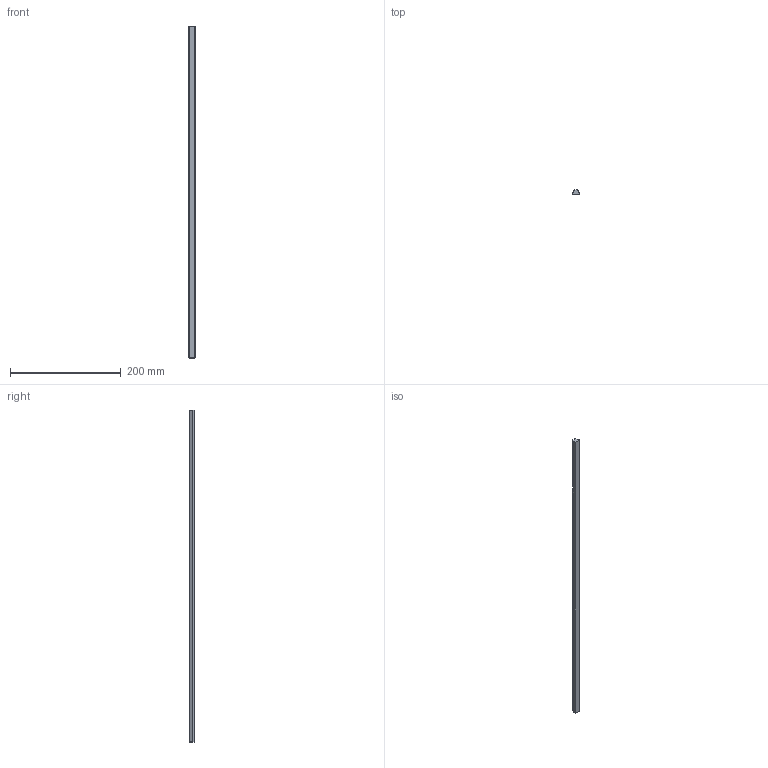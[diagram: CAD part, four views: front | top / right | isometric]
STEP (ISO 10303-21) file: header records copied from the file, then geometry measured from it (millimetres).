
FILE_DESCRIPTION(/* description */ ('Wellenunterstützung'),/* implementation_level */ '2;1');
FILE_NAME(/* name */ '151748-0.step',/* time_stamp */ '2021-08-16T08:12:59+02:00',/* author */ ('Praktikum'),/* organization */ (''),/* preprocessor_version */ 'ST-DEVELOPER v18.1',/* originating_system */ 'Autodesk Inventor 2021',/* authorisation */ '');
FILE_SCHEMA (('AUTOMOTIVE_DESIGN { 1 0 10303 214 3 1 1 }'));
Length unit declared in the file: millimetre
Products named in the file (1): 15-1748-0FZ.000
Bounding box: 11 x 9.06 x 599.5 mm (x, y, z)
Volume: 48250.1 mm3; surface area: 21571 mm2
Topology: 1 solids, 1 shells, 29 faces, 59 edges, 32 vertices
Faces by surface type: plane 29
Entity records: 758 total; most frequent: CARTESIAN_POINT 121, DIRECTION 119, ORIENTED_EDGE 118, LINE 59, VECTOR 59, EDGE_CURVE 59, VERTEX_POINT 32, AXIS2_PLACEMENT_3D 30
